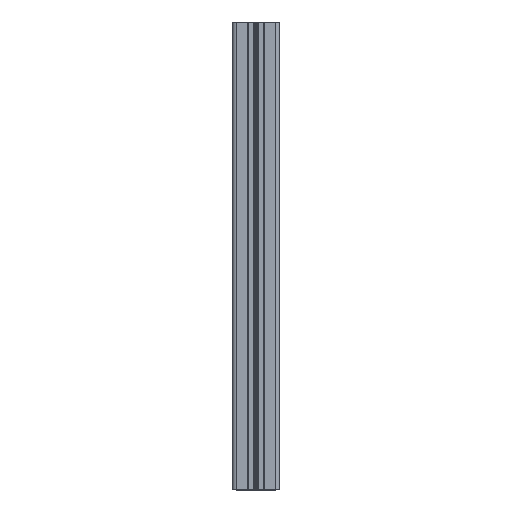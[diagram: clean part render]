
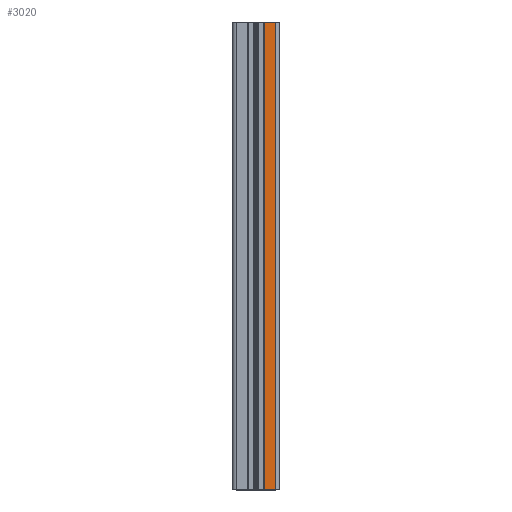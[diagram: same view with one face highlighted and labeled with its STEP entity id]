
A CAD part, top view. The second image highlights one B-rep face of the part: STEP entity #3020.
In plain terms, the highlighted planar face has unit normal (0, 0, 1).
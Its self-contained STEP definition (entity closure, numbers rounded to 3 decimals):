
#320=FACE_OUTER_BOUND('',#478,.T.);
#478=EDGE_LOOP('',(#2141,#2142,#2143,#2144));
#678=LINE('',#4691,#974);
#679=LINE('',#4695,#975);
#680=LINE('',#4697,#976);
#681=LINE('',#4698,#977);
#974=VECTOR('',#3734,200.);
#975=VECTOR('',#3739,4.8);
#976=VECTOR('',#3740,200.);
#977=VECTOR('',#3741,4.8);
#1279=VERTEX_POINT('',#4688);
#1280=VERTEX_POINT('',#4690);
#1281=VERTEX_POINT('',#4694);
#1282=VERTEX_POINT('',#4696);
#1631=EDGE_CURVE('',#1279,#1280,#678,.T.);
#1633=EDGE_CURVE('',#1279,#1281,#679,.T.);
#1634=EDGE_CURVE('',#1281,#1282,#680,.T.);
#1635=EDGE_CURVE('',#1280,#1282,#681,.T.);
#2141=ORIENTED_EDGE('',*,*,#1633,.T.);
#2142=ORIENTED_EDGE('',*,*,#1634,.T.);
#2143=ORIENTED_EDGE('',*,*,#1635,.F.);
#2144=ORIENTED_EDGE('',*,*,#1631,.F.);
#2923=PLANE('',#3230);
#3020=ADVANCED_FACE('',(#320),#2923,.T.);
#3230=AXIS2_PLACEMENT_3D('',#4693,#3737,#3738);
#3734=DIRECTION('',(0.,-1.,0.));
#3737=DIRECTION('center_axis',(0.,0.,1.));
#3738=DIRECTION('ref_axis',(1.,0.,0.));
#3739=DIRECTION('',(-1.,0.,0.));
#3740=DIRECTION('',(0.,-1.,0.));
#3741=DIRECTION('',(-1.,0.,0.));
#4688=CARTESIAN_POINT('',(8.5,200.,10.));
#4690=CARTESIAN_POINT('',(8.5,0.,10.));
#4691=CARTESIAN_POINT('',(8.5,0.,10.));
#4693=CARTESIAN_POINT('Origin',(3.7,0.,10.));
#4694=CARTESIAN_POINT('',(3.7,200.,10.));
#4695=CARTESIAN_POINT('',(1.85,200.,10.));
#4696=CARTESIAN_POINT('',(3.7,0.,10.));
#4697=CARTESIAN_POINT('',(3.7,0.,10.));
#4698=CARTESIAN_POINT('',(1.85,0.,10.));
